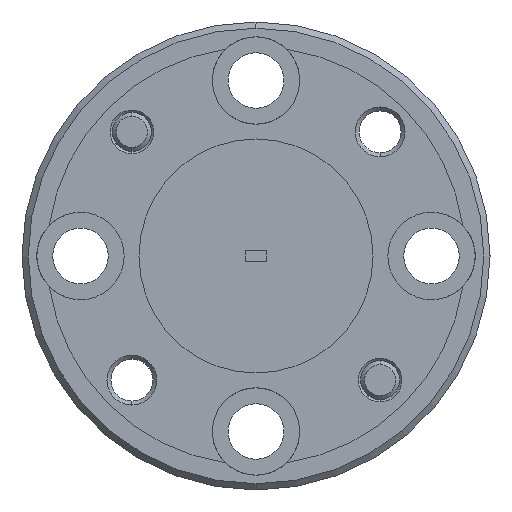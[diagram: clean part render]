
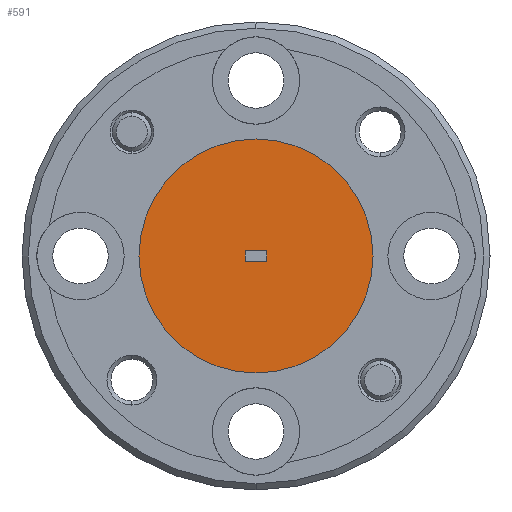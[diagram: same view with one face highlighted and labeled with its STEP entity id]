
A CAD part, left-side view. The second image highlights one B-rep face of the part: STEP entity #591.
In plain terms, the highlighted planar face has unit normal (-1, 0, 0).
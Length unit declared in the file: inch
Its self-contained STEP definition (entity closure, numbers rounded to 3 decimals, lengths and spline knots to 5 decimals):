
#52 = CARTESIAN_POINT ( 'NONE',  ( -3.66811, 0.61424, 1.376 ) ) ;
#195 = FACE_OUTER_BOUND ( 'NONE', #866, .T. ) ;
#258 = PLANE ( 'NONE',  #4273 ) ;
#269 = LINE ( 'NONE', #3995, #925 ) ;
#324 = EDGE_CURVE ( 'NONE', #4390, #3261, #2242, .T. ) ;
#401 = AXIS2_PLACEMENT_3D ( 'NONE', #1824, #3253, #744 ) ;
#522 = LINE ( 'NONE', #2292, #1683 ) ;
#591 = ADVANCED_FACE ( 'NONE', ( #3205, #195 ), #258, .F. ) ;
#670 = DIRECTION ( 'NONE',  ( 0., 0., 1. ) ) ;
#710 = CARTESIAN_POINT ( 'NONE',  ( -3.66811, 0.59724, 1.197 ) ) ;
#744 = DIRECTION ( 'NONE',  ( 0., 0., 1. ) ) ;
#748 = DIRECTION ( 'NONE',  ( 0., 1., 0. ) ) ;
#821 = VERTEX_POINT ( 'NONE', #2024 ) ;
#866 = EDGE_LOOP ( 'NONE', ( #4569, #3410 ) ) ;
#925 = VECTOR ( 'NONE', #670, 39.37008 ) ;
#948 = DIRECTION ( 'NONE',  ( 1., 0., 0. ) ) ;
#1077 = CARTESIAN_POINT ( 'NONE',  ( -3.66811, 0.63124, 1.197 ) ) ;
#1207 = EDGE_CURVE ( 'NONE', #3872, #2339, #2914, .T. ) ;
#1249 = CARTESIAN_POINT ( 'NONE',  ( -3.66811, 0.59724, 1.18 ) ) ;
#1250 = ORIENTED_EDGE ( 'NONE', *, *, #1429, .F. ) ;
#1404 = VERTEX_POINT ( 'NONE', #1077 ) ;
#1429 = EDGE_CURVE ( 'NONE', #3261, #821, #269, .T. ) ;
#1683 = VECTOR ( 'NONE', #3723, 39.37008 ) ;
#1824 = CARTESIAN_POINT ( 'NONE',  ( -3.66811, 0.61424, 1.1885 ) ) ;
#2024 = CARTESIAN_POINT ( 'NONE',  ( -3.66811, 0.59724, 1.197 ) ) ;
#2042 = DIRECTION ( 'NONE',  ( 0., 0., 1. ) ) ;
#2123 = ORIENTED_EDGE ( 'NONE', *, *, #324, .F. ) ;
#2242 = LINE ( 'NONE', #2921, #2515 ) ;
#2292 = CARTESIAN_POINT ( 'NONE',  ( -3.66811, 0.63124, 1.197 ) ) ;
#2339 = VERTEX_POINT ( 'NONE', #2944 ) ;
#2361 = DIRECTION ( 'NONE',  ( -1., 0., 0. ) ) ;
#2403 = EDGE_CURVE ( 'NONE', #821, #1404, #4392, .T. ) ;
#2515 = VECTOR ( 'NONE', #4693, 39.37008 ) ;
#2517 = EDGE_CURVE ( 'NONE', #1404, #4390, #522, .T. ) ;
#2531 = VECTOR ( 'NONE', #748, 39.37008 ) ;
#2743 = CARTESIAN_POINT ( 'NONE',  ( -3.66811, 0.61424, 1.1885 ) ) ;
#2849 = EDGE_CURVE ( 'NONE', #2339, #3872, #3684, .T. ) ;
#2858 = CARTESIAN_POINT ( 'NONE',  ( -3.66811, 0.63124, 1.18 ) ) ;
#2914 = CIRCLE ( 'NONE', #4653, 0.1875 ) ;
#2921 = CARTESIAN_POINT ( 'NONE',  ( -3.66811, 0.59724, 1.18 ) ) ;
#2944 = CARTESIAN_POINT ( 'NONE',  ( -3.66811, 0.61424, 1.001 ) ) ;
#3055 = EDGE_LOOP ( 'NONE', ( #1250, #2123, #4245, #4428 ) ) ;
#3205 = FACE_BOUND ( 'NONE', #3055, .T. ) ;
#3253 = DIRECTION ( 'NONE',  ( -1., 0., 0. ) ) ;
#3261 = VERTEX_POINT ( 'NONE', #1249 ) ;
#3410 = ORIENTED_EDGE ( 'NONE', *, *, #2849, .T. ) ;
#3566 = CARTESIAN_POINT ( 'NONE',  ( -3.66811, 0.80174, 1.1885 ) ) ;
#3684 = CIRCLE ( 'NONE', #401, 0.1875 ) ;
#3723 = DIRECTION ( 'NONE',  ( 0., 0., -1. ) ) ;
#3872 = VERTEX_POINT ( 'NONE', #52 ) ;
#3884 = DIRECTION ( 'NONE',  ( 0., 0., 1. ) ) ;
#3995 = CARTESIAN_POINT ( 'NONE',  ( -3.66811, 0.59724, 1.197 ) ) ;
#4245 = ORIENTED_EDGE ( 'NONE', *, *, #2517, .F. ) ;
#4273 = AXIS2_PLACEMENT_3D ( 'NONE', #3566, #948, #3884 ) ;
#4390 = VERTEX_POINT ( 'NONE', #2858 ) ;
#4392 = LINE ( 'NONE', #710, #2531 ) ;
#4428 = ORIENTED_EDGE ( 'NONE', *, *, #2403, .F. ) ;
#4569 = ORIENTED_EDGE ( 'NONE', *, *, #1207, .T. ) ;
#4653 = AXIS2_PLACEMENT_3D ( 'NONE', #2743, #2361, #2042 ) ;
#4693 = DIRECTION ( 'NONE',  ( 0., -1., 0. ) ) ;
